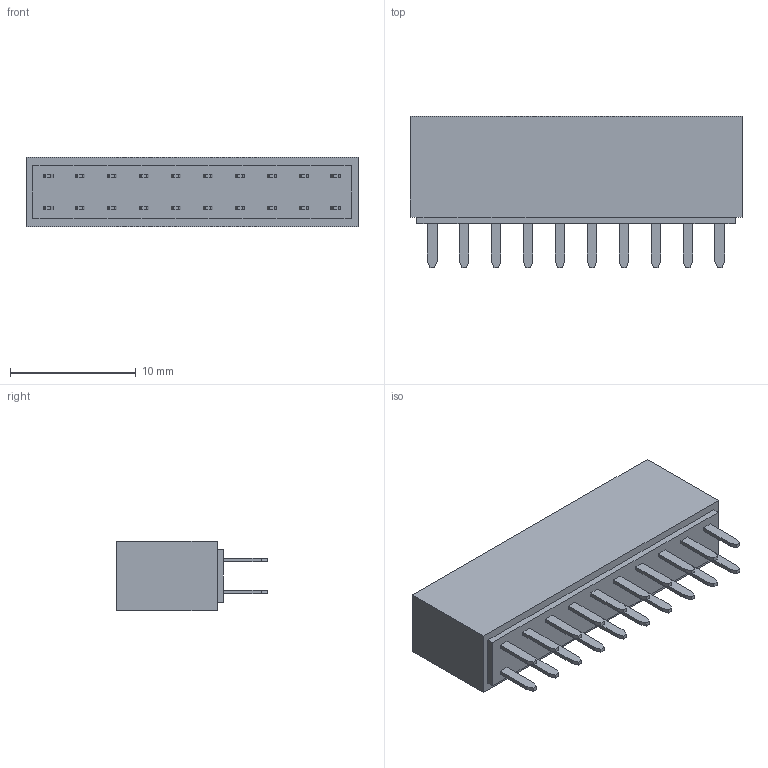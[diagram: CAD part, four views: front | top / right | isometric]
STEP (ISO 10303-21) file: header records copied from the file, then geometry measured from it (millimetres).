
FILE_DESCRIPTION( ('This file contains a STEP AP42 implementation' ,'as created by ZW3D STEP Interface translator.') ,'2;1' );
FILE_NAME( '2185-2XXSXXCUNX1.stp' ,'23 5 3.1124 3', (''), ('ZWCAD Software Co.'), 'Version 1.0', 'ZW3D to STEP translator', '' );
FILE_SCHEMA(('AUTOMOTIVE_DESIGN { 1 0 10303 214 1 1 1 1 }'));
Length unit declared in the file: millimetre
Products named in the file (2): 0; 2185-220SXXCUNX1
Bounding box: 26.4 x 12 x 5.5 mm (x, y, z)
Volume: 929.5 mm3; surface area: 2691 mm2
Topology: 1 solids, 1 shells, 1951 faces, 5784 edges, 3816 vertices
Faces by surface type: plane 1311, cylinder 340, bspline 300
Entity records: 87725 total; most frequent: CARTESIAN_POINT 44632, ORIENTED_EDGE 11568, EDGE_CURVE 5784, B_SPLINE_CURVE_WITH_KNOTS 5064, DIRECTION 3984, VERTEX_POINT 3816, EDGE_LOOP 2132, FACE_OUTER_BOUND 1951
